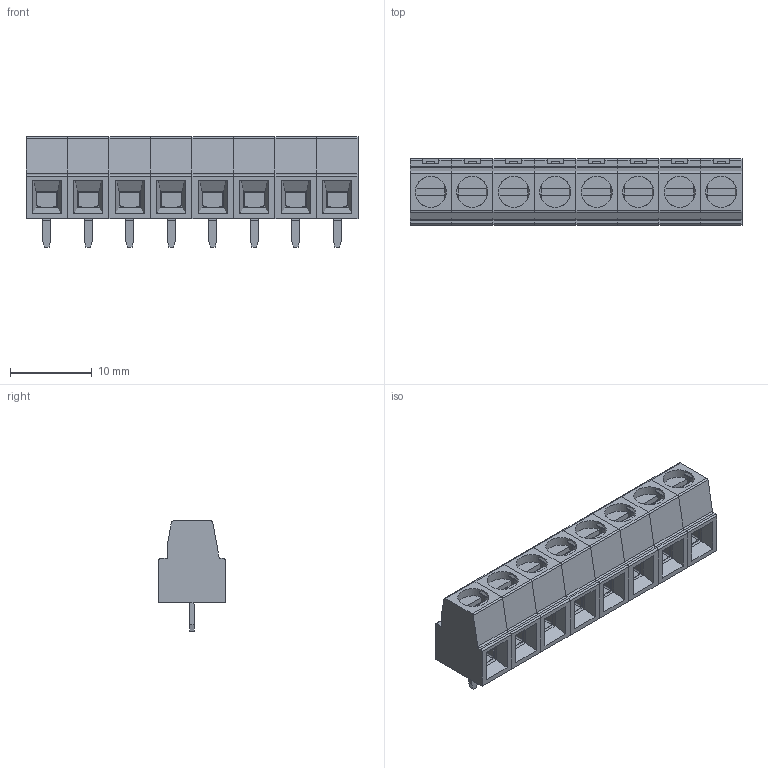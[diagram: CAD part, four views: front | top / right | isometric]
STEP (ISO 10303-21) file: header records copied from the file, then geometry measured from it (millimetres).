
FILE_DESCRIPTION(('STEP AP242'),'1');
FILE_NAME('691241510008.stp','2023-02-07T08:49:34',('TraceParts'),('TraceParts S.A.'),'Spatial InterOp 3D',' ',' ');
FILE_SCHEMA(('AP242_MANAGED_MODEL_BASED_3D_ENGINEERING_MIM_LF {1 0 10303 442 1 1 4}'));
Length unit declared in the file: millimetre
Products named in the file (1): 691241510008_1
Bounding box: 40.64 x 8.1 x 13.5 mm (x, y, z)
Volume: 2254.5 mm3; surface area: 3642.8 mm2
Topology: 8 solids, 8 shells, 1072 faces, 3024 edges, 1944 vertices
Faces by surface type: plane 880, cylinder 192
Entity records: 42874 total; most frequent: CARTESIAN_POINT 6048, ORIENTED_EDGE 6048, DIRECTION 5722, EDGE_CURVE 3024, LINE 2486, VECTOR 2486, VERTEX_POINT 1944, AXIS2_PLACEMENT_3D 1618
